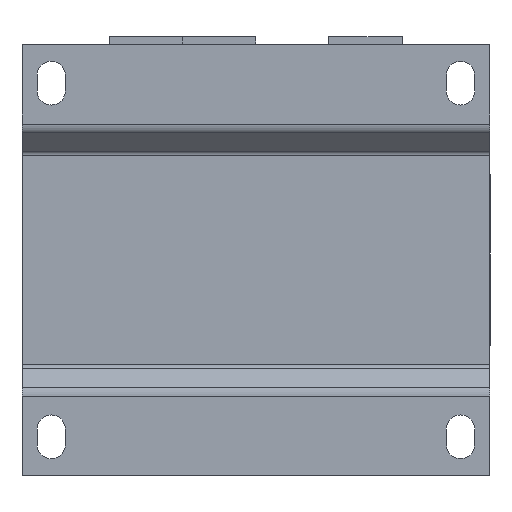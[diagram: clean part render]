
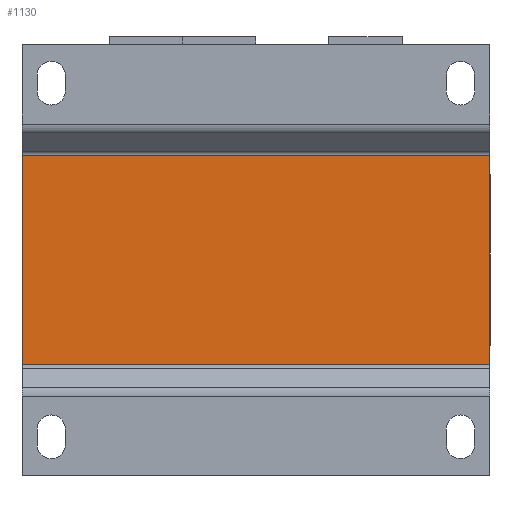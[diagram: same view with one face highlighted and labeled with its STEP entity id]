
A CAD part, front view. The second image highlights one B-rep face of the part: STEP entity #1130.
In plain terms, the highlighted planar face has unit normal (0, -1, 0).
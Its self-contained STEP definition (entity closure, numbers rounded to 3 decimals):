
#109 = PLANE ( 'NONE',  #5067 ) ;
#353 = EDGE_CURVE ( 'NONE', #5659, #6173, #3521, .T. ) ;
#385 = EDGE_CURVE ( 'NONE', #5153, #3568, #1802, .T. ) ;
#494 = DIRECTION ( 'NONE',  ( 0., 0., 1. ) ) ;
#643 = CARTESIAN_POINT ( 'NONE',  ( 0., -41.501, 0. ) ) ;
#699 = LINE ( 'NONE', #3317, #3866 ) ;
#1024 = ORIENTED_EDGE ( 'NONE', *, *, #385, .T. ) ;
#1130 = ADVANCED_FACE ( 'NONE', ( #6659 ), #109, .F. ) ;
#1566 = DIRECTION ( 'NONE',  ( 1., 0., 0. ) ) ;
#1802 = LINE ( 'NONE', #5590, #7324 ) ;
#1923 = DIRECTION ( 'NONE',  ( 0., 0., -1. ) ) ;
#2296 = EDGE_CURVE ( 'NONE', #6173, #3568, #5353, .T. ) ;
#2486 = ORIENTED_EDGE ( 'NONE', *, *, #6465, .F. ) ;
#2522 = VECTOR ( 'NONE', #1923, 1000. ) ;
#2526 = CARTESIAN_POINT ( 'NONE',  ( 48., -41.501, -44.15 ) ) ;
#2963 = VECTOR ( 'NONE', #4852, 1000. ) ;
#3317 = CARTESIAN_POINT ( 'NONE',  ( -48., -41.501, -44.15 ) ) ;
#3521 = LINE ( 'NONE', #6007, #2963 ) ;
#3568 = VERTEX_POINT ( 'NONE', #4866 ) ;
#3866 = VECTOR ( 'NONE', #494, 1000. ) ;
#4071 = DIRECTION ( 'NONE',  ( -1., 0., 0. ) ) ;
#4305 = EDGE_LOOP ( 'NONE', ( #7137, #2486, #1024, #5586 ) ) ;
#4698 = DIRECTION ( 'NONE',  ( 0., 1., 0. ) ) ;
#4852 = DIRECTION ( 'NONE',  ( 1., 0., 0. ) ) ;
#4866 = CARTESIAN_POINT ( 'NONE',  ( 48., -41.501, -21.464 ) ) ;
#5067 = AXIS2_PLACEMENT_3D ( 'NONE', #643, #4698, #4071 ) ;
#5153 = VERTEX_POINT ( 'NONE', #6960 ) ;
#5353 = LINE ( 'NONE', #2526, #2522 ) ;
#5586 = ORIENTED_EDGE ( 'NONE', *, *, #2296, .F. ) ;
#5590 = CARTESIAN_POINT ( 'NONE',  ( 0., -41.501, -21.464 ) ) ;
#5659 = VERTEX_POINT ( 'NONE', #6347 ) ;
#6007 = CARTESIAN_POINT ( 'NONE',  ( 0., -41.501, 21.464 ) ) ;
#6173 = VERTEX_POINT ( 'NONE', #6292 ) ;
#6292 = CARTESIAN_POINT ( 'NONE',  ( 48., -41.501, 21.464 ) ) ;
#6347 = CARTESIAN_POINT ( 'NONE',  ( -48., -41.501, 21.464 ) ) ;
#6465 = EDGE_CURVE ( 'NONE', #5153, #5659, #699, .T. ) ;
#6659 = FACE_OUTER_BOUND ( 'NONE', #4305, .T. ) ;
#6960 = CARTESIAN_POINT ( 'NONE',  ( -48., -41.501, -21.464 ) ) ;
#7137 = ORIENTED_EDGE ( 'NONE', *, *, #353, .F. ) ;
#7324 = VECTOR ( 'NONE', #1566, 1000. ) ;
